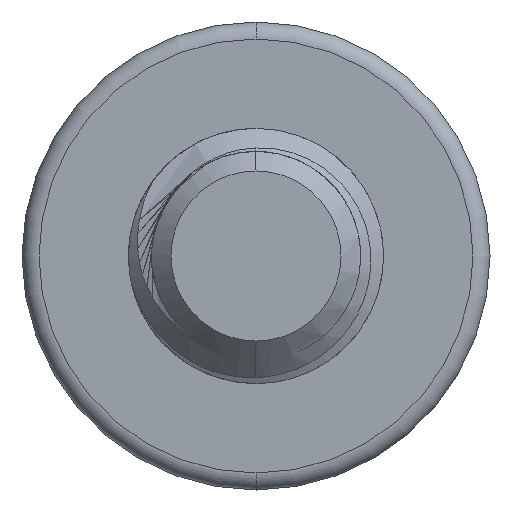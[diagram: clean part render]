
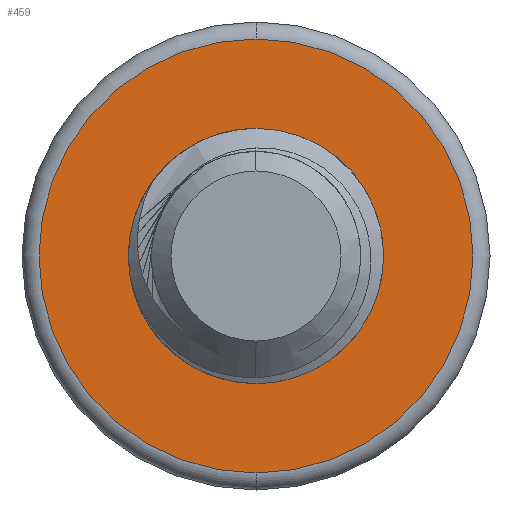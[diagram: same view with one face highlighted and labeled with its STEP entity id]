
A CAD part, front view. The second image highlights one B-rep face of the part: STEP entity #459.
In plain terms, the highlighted planar face has unit normal (0, -1, 0).
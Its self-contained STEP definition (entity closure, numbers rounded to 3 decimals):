
#301 = CIRCLE ( 'NONE', #7777, 1.5 ) ;
#424 = CARTESIAN_POINT ( 'NONE',  ( 0., 65., 0. ) ) ;
#439 = CIRCLE ( 'NONE', #5612, 1.5 ) ;
#459 = ADVANCED_FACE ( 'NONE', ( #5527, #8281 ), #1422, .F. ) ;
#573 = DIRECTION ( 'NONE',  ( 0., 0., 1. ) ) ;
#591 = EDGE_LOOP ( 'NONE', ( #4469, #7776 ) ) ;
#645 = EDGE_CURVE ( 'NONE', #4257, #7340, #6991, .T. ) ;
#1142 = DIRECTION ( 'NONE',  ( 0., 1., 0. ) ) ;
#1422 = PLANE ( 'NONE',  #1798 ) ;
#1798 = AXIS2_PLACEMENT_3D ( 'NONE', #2734, #8869, #2692 ) ;
#2201 = EDGE_LOOP ( 'NONE', ( #3331, #3831 ) ) ;
#2380 = DIRECTION ( 'NONE',  ( 0., -1., 0. ) ) ;
#2441 = EDGE_CURVE ( 'NONE', #2521, #4280, #439, .T. ) ;
#2521 = VERTEX_POINT ( 'NONE', #4553 ) ;
#2572 = EDGE_CURVE ( 'NONE', #4280, #2521, #301, .T. ) ;
#2589 = CIRCLE ( 'NONE', #3737, 2.55 ) ;
#2692 = DIRECTION ( 'NONE',  ( 0., 0., 1. ) ) ;
#2734 = CARTESIAN_POINT ( 'NONE',  ( 0., 65., 0. ) ) ;
#3163 = DIRECTION ( 'NONE',  ( 0., 0., 1. ) ) ;
#3331 = ORIENTED_EDGE ( 'NONE', *, *, #645, .T. ) ;
#3690 = EDGE_CURVE ( 'NONE', #7340, #4257, #2589, .T. ) ;
#3737 = AXIS2_PLACEMENT_3D ( 'NONE', #6266, #5529, #573 ) ;
#3831 = ORIENTED_EDGE ( 'NONE', *, *, #3690, .T. ) ;
#4022 = CARTESIAN_POINT ( 'NONE',  ( 0., 65., 0. ) ) ;
#4257 = VERTEX_POINT ( 'NONE', #7202 ) ;
#4280 = VERTEX_POINT ( 'NONE', #4523 ) ;
#4469 = ORIENTED_EDGE ( 'NONE', *, *, #2572, .T. ) ;
#4523 = CARTESIAN_POINT ( 'NONE',  ( 0., 65., -1.5 ) ) ;
#4553 = CARTESIAN_POINT ( 'NONE',  ( 0., 65., 1.5 ) ) ;
#5244 = DIRECTION ( 'NONE',  ( 0., 0., 1. ) ) ;
#5527 = FACE_OUTER_BOUND ( 'NONE', #2201, .T. ) ;
#5529 = DIRECTION ( 'NONE',  ( 0., -1., 0. ) ) ;
#5612 = AXIS2_PLACEMENT_3D ( 'NONE', #4022, #6651, #5244 ) ;
#5829 = CARTESIAN_POINT ( 'NONE',  ( 0., 65., -2.55 ) ) ;
#5902 = CARTESIAN_POINT ( 'NONE',  ( 0., 65., 0. ) ) ;
#6266 = CARTESIAN_POINT ( 'NONE',  ( 0., 65., 0. ) ) ;
#6500 = DIRECTION ( 'NONE',  ( 0., 0., 1. ) ) ;
#6651 = DIRECTION ( 'NONE',  ( 0., 1., 0. ) ) ;
#6991 = CIRCLE ( 'NONE', #8576, 2.55 ) ;
#7202 = CARTESIAN_POINT ( 'NONE',  ( 0., 65., 2.55 ) ) ;
#7340 = VERTEX_POINT ( 'NONE', #5829 ) ;
#7776 = ORIENTED_EDGE ( 'NONE', *, *, #2441, .T. ) ;
#7777 = AXIS2_PLACEMENT_3D ( 'NONE', #424, #1142, #3163 ) ;
#8281 = FACE_BOUND ( 'NONE', #591, .T. ) ;
#8576 = AXIS2_PLACEMENT_3D ( 'NONE', #5902, #2380, #6500 ) ;
#8869 = DIRECTION ( 'NONE',  ( 0., 1., 0. ) ) ;
